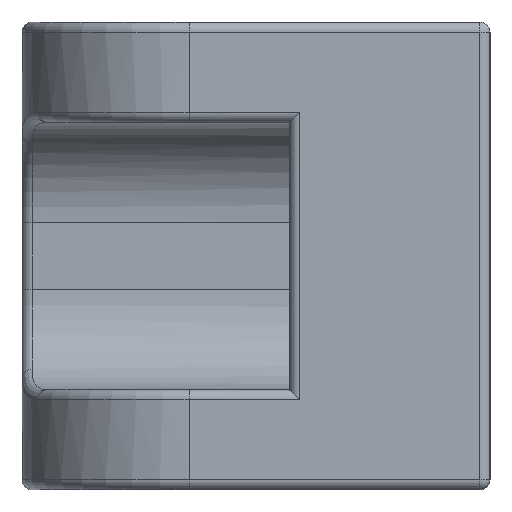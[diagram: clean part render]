
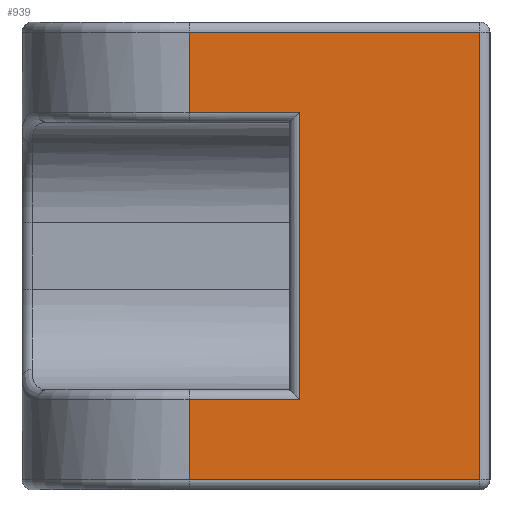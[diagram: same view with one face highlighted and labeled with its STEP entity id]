
A CAD part, left-side view. The second image highlights one B-rep face of the part: STEP entity #939.
In plain terms, the highlighted planar face has unit normal (-1, 0, 0).
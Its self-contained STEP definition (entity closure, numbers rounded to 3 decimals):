
#46 = CARTESIAN_POINT ( 'NONE',  ( -17., -7., 14. ) ) ;
#49 = ORIENTED_EDGE ( 'NONE', *, *, #1160, .T. ) ;
#73 = VECTOR ( 'NONE', #1702, 1000. ) ;
#78 = CARTESIAN_POINT ( 'NONE',  ( -17., 2., 13.7 ) ) ;
#98 = LINE ( 'NONE', #1792, #935 ) ;
#139 = EDGE_CURVE ( 'NONE', #1828, #1609, #1717, .T. ) ;
#181 = ORIENTED_EDGE ( 'NONE', *, *, #2047, .T. ) ;
#213 = CARTESIAN_POINT ( 'NONE',  ( -17., 2., 11.3 ) ) ;
#214 = LINE ( 'NONE', #1201, #405 ) ;
#239 = CARTESIAN_POINT ( 'NONE',  ( -17., -1.3, 11.3 ) ) ;
#405 = VECTOR ( 'NONE', #2311, 1000. ) ;
#457 = CARTESIAN_POINT ( 'NONE',  ( -17., -7., 2.7 ) ) ;
#467 = ORIENTED_EDGE ( 'NONE', *, *, #1666, .T. ) ;
#497 = VECTOR ( 'NONE', #1029, 1000. ) ;
#603 = DIRECTION ( 'NONE',  ( 0., 0., -1. ) ) ;
#617 = ORIENTED_EDGE ( 'NONE', *, *, #1571, .T. ) ;
#652 = DIRECTION ( 'NONE',  ( 0., -1., 0. ) ) ;
#700 = CARTESIAN_POINT ( 'NONE',  ( -17., -6.7, 13.7 ) ) ;
#703 = LINE ( 'NONE', #1612, #2129 ) ;
#708 = EDGE_CURVE ( 'NONE', #1006, #2405, #2046, .T. ) ;
#776 = ORIENTED_EDGE ( 'NONE', *, *, #708, .T. ) ;
#794 = CARTESIAN_POINT ( 'NONE',  ( -17., -1.3, 2.7 ) ) ;
#801 = CARTESIAN_POINT ( 'NONE',  ( -17., -6.7, 0.3 ) ) ;
#817 = FACE_OUTER_BOUND ( 'NONE', #884, .T. ) ;
#873 = CARTESIAN_POINT ( 'NONE',  ( -17., 2., 0.3 ) ) ;
#884 = EDGE_LOOP ( 'NONE', ( #49, #467, #181, #1421, #2114, #1068, #617, #776 ) ) ;
#904 = VECTOR ( 'NONE', #1186, 1000. ) ;
#918 = VERTEX_POINT ( 'NONE', #1056 ) ;
#935 = VECTOR ( 'NONE', #2169, 1000. ) ;
#939 = ADVANCED_FACE ( 'NONE', ( #817 ), #2078, .F. ) ;
#991 = DIRECTION ( 'NONE',  ( 0., 1., 0. ) ) ;
#1006 = VERTEX_POINT ( 'NONE', #213 ) ;
#1029 = DIRECTION ( 'NONE',  ( 0., -1., 0. ) ) ;
#1054 = VECTOR ( 'NONE', #991, 1000. ) ;
#1056 = CARTESIAN_POINT ( 'NONE',  ( -17., 2., 2.7 ) ) ;
#1068 = ORIENTED_EDGE ( 'NONE', *, *, #139, .T. ) ;
#1121 = VERTEX_POINT ( 'NONE', #794 ) ;
#1160 = EDGE_CURVE ( 'NONE', #2405, #1121, #98, .T. ) ;
#1186 = DIRECTION ( 'NONE',  ( 0., 0., -1. ) ) ;
#1201 = CARTESIAN_POINT ( 'NONE',  ( -17., -6.7, 14. ) ) ;
#1348 = VECTOR ( 'NONE', #652, 1000. ) ;
#1401 = LINE ( 'NONE', #1968, #497 ) ;
#1414 = DIRECTION ( 'NONE',  ( 0., 0., -1. ) ) ;
#1421 = ORIENTED_EDGE ( 'NONE', *, *, #1724, .T. ) ;
#1514 = DIRECTION ( 'NONE',  ( 1., 0., 0. ) ) ;
#1536 = LINE ( 'NONE', #457, #1054 ) ;
#1571 = EDGE_CURVE ( 'NONE', #1609, #1006, #2364, .T. ) ;
#1609 = VERTEX_POINT ( 'NONE', #78 ) ;
#1612 = CARTESIAN_POINT ( 'NONE',  ( -17., 2., 14. ) ) ;
#1665 = VERTEX_POINT ( 'NONE', #801 ) ;
#1666 = EDGE_CURVE ( 'NONE', #1121, #918, #1536, .T. ) ;
#1702 = DIRECTION ( 'NONE',  ( 0., 1., 0. ) ) ;
#1717 = LINE ( 'NONE', #2239, #73 ) ;
#1724 = EDGE_CURVE ( 'NONE', #1800, #1665, #1401, .T. ) ;
#1727 = CARTESIAN_POINT ( 'NONE',  ( -17., 2., 14. ) ) ;
#1792 = CARTESIAN_POINT ( 'NONE',  ( -17., -1.3, 3. ) ) ;
#1800 = VERTEX_POINT ( 'NONE', #873 ) ;
#1828 = VERTEX_POINT ( 'NONE', #700 ) ;
#1874 = CARTESIAN_POINT ( 'NONE',  ( -17., -7., 11.3 ) ) ;
#1907 = EDGE_CURVE ( 'NONE', #1665, #1828, #214, .T. ) ;
#1968 = CARTESIAN_POINT ( 'NONE',  ( -17., -7., 0.3 ) ) ;
#2046 = LINE ( 'NONE', #1874, #1348 ) ;
#2047 = EDGE_CURVE ( 'NONE', #918, #1800, #703, .T. ) ;
#2078 = PLANE ( 'NONE',  #2083 ) ;
#2083 = AXIS2_PLACEMENT_3D ( 'NONE', #46, #1514, #603 ) ;
#2114 = ORIENTED_EDGE ( 'NONE', *, *, #1907, .T. ) ;
#2129 = VECTOR ( 'NONE', #1414, 1000. ) ;
#2169 = DIRECTION ( 'NONE',  ( 0., 0., -1. ) ) ;
#2239 = CARTESIAN_POINT ( 'NONE',  ( -17., -7., 13.7 ) ) ;
#2311 = DIRECTION ( 'NONE',  ( 0., 0., 1. ) ) ;
#2364 = LINE ( 'NONE', #1727, #904 ) ;
#2405 = VERTEX_POINT ( 'NONE', #239 ) ;
